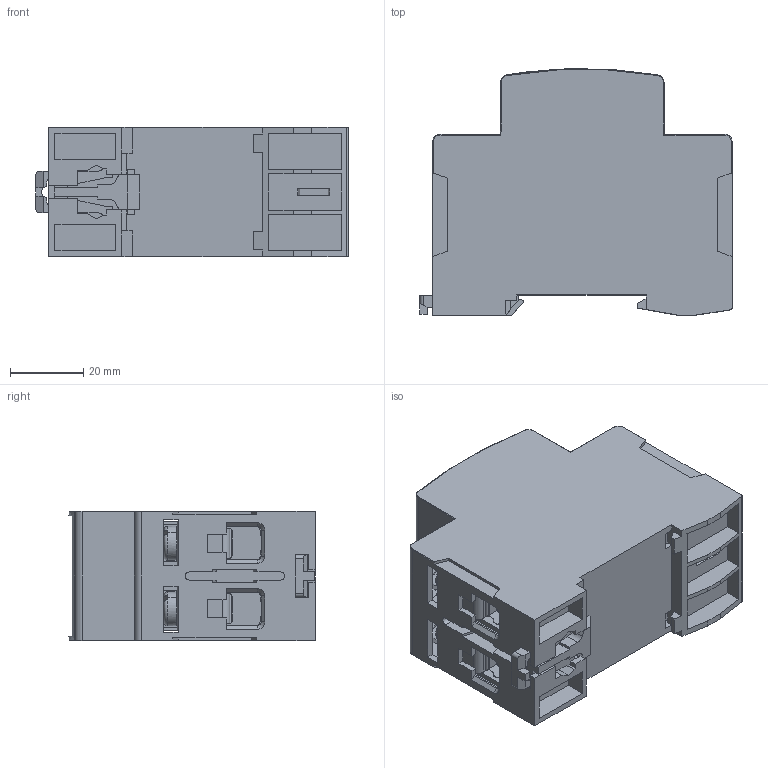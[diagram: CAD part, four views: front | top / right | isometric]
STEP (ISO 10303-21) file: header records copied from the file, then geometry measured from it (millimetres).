
FILE_DESCRIPTION (( 'STEP AP214' ), '1' );
FILE_NAME ('IEK_GPS8-02_3D.STEP', '2023-06-27T05:47:44', ( '' ), ( '' ), 'SwSTEP 2.0', 'SolidWorks 2016', '' );
FILE_SCHEMA (( 'AUTOMOTIVE_DESIGN' ));
Length unit declared in the file: millimetre
Products named in the file (1): IEK_GPS8-02_3D
Bounding box: 85.5 x 67.45 x 35.5 mm (x, y, z)
Volume: 123367.2 mm3; surface area: 62907.4 mm2
Topology: 18 solids, 22 shells, 1699 faces, 4647 edges, 2938 vertices
Faces by surface type: plane 1246, cylinder 397, torus 44, cone 12
Entity records: 71934 total; most frequent: CARTESIAN_POINT 9655, ORIENTED_EDGE 9294, DIRECTION 8822, EDGE_CURVE 4647, LINE 3710, VECTOR 3710, VERTEX_POINT 2938, AXIS2_PLACEMENT_3D 2556
